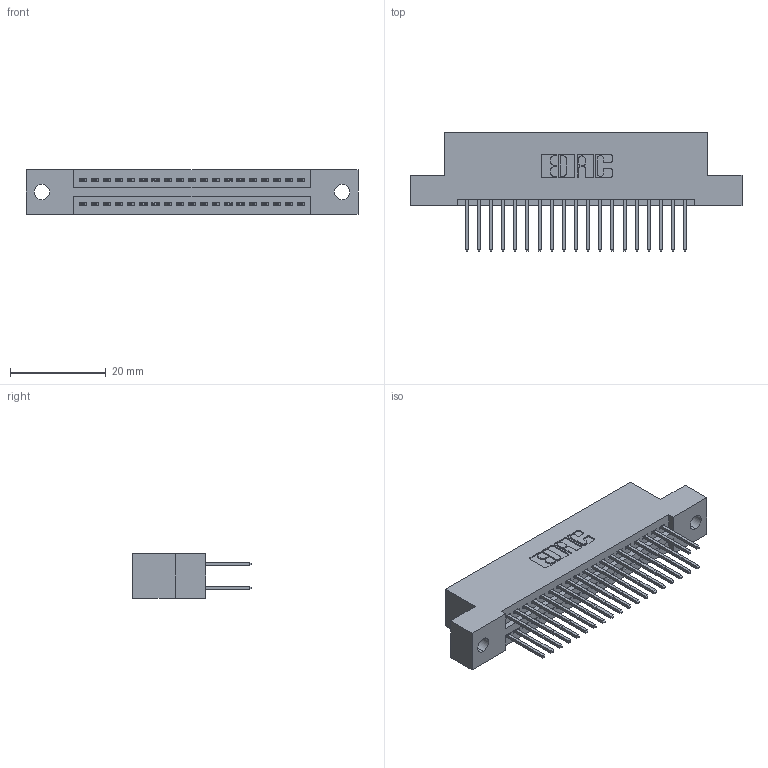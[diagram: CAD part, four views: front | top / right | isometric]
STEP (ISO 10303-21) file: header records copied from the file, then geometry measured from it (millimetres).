
FILE_DESCRIPTION (( 'STEP AP203' ), '1' );
FILE_NAME ('345-038-523-202.STEP', '2019-10-28T14:40:25', ( '' ), ( '' ), 'SwSTEP 2.0', 'SolidWorks 2016', '' );
FILE_SCHEMA (( 'CONFIG_CONTROL_DESIGN' ));
Length unit declared in the file: inch
Products named in the file (3): 345-292-001_345-293-123; 345-038-523-202; 345 Part_Flush Mounting Lugs - 0.128 Dia
Assembly tree (39 placements, depth 2):
  345-038-523-202
    345 Part_Flush Mounting Lugs - 0.128 Dia
    345-292-001_345-293-123  x38
Bounding box: 69.47 x 24.82 x 9.4 mm (x, y, z)
Volume: 6576 mm3; surface area: 9351.6 mm2
Topology: 39 solids, 39 shells, 2026 faces, 6003 edges, 3950 vertices
Faces by surface type: plane 1334, cylinder 692
Entity records: 18025 total; most frequent: CARTESIAN_POINT 3044, ORIENTED_EDGE 2978, DIRECTION 2713, EDGE_CURVE 1489, VECTOR 1281, LINE 1281, VERTEX_POINT 990, AXIS2_PLACEMENT_3D 716
